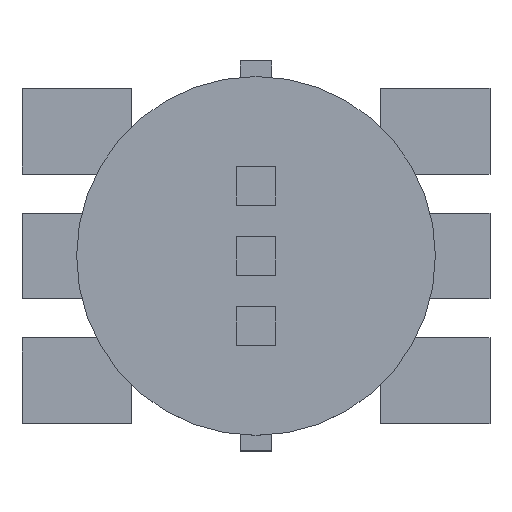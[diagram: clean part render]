
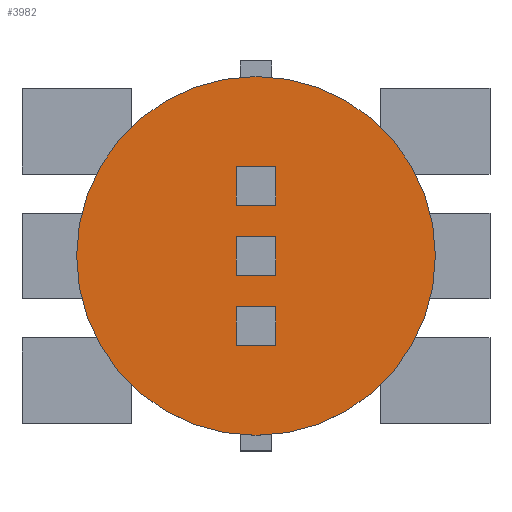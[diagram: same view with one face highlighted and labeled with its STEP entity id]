
A CAD part, top view. The second image highlights one B-rep face of the part: STEP entity #3982.
In plain terms, the highlighted planar face has unit normal (0, 0, 1).
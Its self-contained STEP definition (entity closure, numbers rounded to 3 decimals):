
#3655 = CYLINDRICAL_SURFACE('',#3656,2.3);
#3656 = AXIS2_PLACEMENT_3D('',#3657,#3658,#3659);
#3657 = CARTESIAN_POINT('',(0.,0.,0.61));
#3658 = DIRECTION('',(0.,0.,-1.));
#3659 = DIRECTION('',(0.,-1.,0.));
#3708 = CYLINDRICAL_SURFACE('',#3709,2.3);
#3709 = AXIS2_PLACEMENT_3D('',#3710,#3711,#3712);
#3710 = CARTESIAN_POINT('',(0.,0.,0.61));
#3711 = DIRECTION('',(0.,0.,-1.));
#3712 = DIRECTION('',(0.,-1.,0.));
#3745 = EDGE_CURVE('',#3746,#3748,#3750,.T.);
#3746 = VERTEX_POINT('',#3747);
#3747 = CARTESIAN_POINT('',(0.,2.3,0.6));
#3748 = VERTEX_POINT('',#3749);
#3749 = CARTESIAN_POINT('',(0.,-2.3,0.6));
#3750 = SURFACE_CURVE('',#3751,(#3756,#3785),.PCURVE_S1.);
#3751 = CIRCLE('',#3752,2.3);
#3752 = AXIS2_PLACEMENT_3D('',#3753,#3754,#3755);
#3753 = CARTESIAN_POINT('',(0.,0.,0.6));
#3754 = DIRECTION('',(0.,0.,-1.));
#3755 = DIRECTION('',(0.,1.,0.));
#3756 = PCURVE('',#3655,#3757);
#3757 = DEFINITIONAL_REPRESENTATION('',(#3758),#3784);
#3758 = B_SPLINE_CURVE_WITH_KNOTS('',3,(#3759,#3760,#3761,#3762,#3763,
    #3764,#3765,#3766,#3767,#3768,#3769,#3770,#3771,#3772,#3773,#3774,
    #3775,#3776,#3777,#3778,#3779,#3780,#3781,#3782,#3783),
  .UNSPECIFIED.,.F.,.F.,(4,1,1,1,1,1,1,1,1,1,1,1,1,1,1,1,1,1,1,1,1,1,4),
  (0.,0.143,0.286,0.428,0.571,
    0.714,0.857,1.,1.142,
    1.285,1.428,1.571,1.714,
    1.856,1.999,2.142,2.285,
    2.428,2.57,2.713,2.856,
    2.999,3.142),.QUASI_UNIFORM_KNOTS.);
#3759 = CARTESIAN_POINT('',(3.142,0.01));
#3760 = CARTESIAN_POINT('',(3.189,0.01));
#3761 = CARTESIAN_POINT('',(3.284,0.01));
#3762 = CARTESIAN_POINT('',(3.427,0.01));
#3763 = CARTESIAN_POINT('',(3.57,0.01));
#3764 = CARTESIAN_POINT('',(3.713,0.01));
#3765 = CARTESIAN_POINT('',(3.856,0.01));
#3766 = CARTESIAN_POINT('',(3.998,0.01));
#3767 = CARTESIAN_POINT('',(4.141,0.01));
#3768 = CARTESIAN_POINT('',(4.284,0.01));
#3769 = CARTESIAN_POINT('',(4.427,0.01));
#3770 = CARTESIAN_POINT('',(4.57,0.01));
#3771 = CARTESIAN_POINT('',(4.712,0.01));
#3772 = CARTESIAN_POINT('',(4.855,0.01));
#3773 = CARTESIAN_POINT('',(4.998,0.01));
#3774 = CARTESIAN_POINT('',(5.141,0.01));
#3775 = CARTESIAN_POINT('',(5.284,0.01));
#3776 = CARTESIAN_POINT('',(5.426,0.01));
#3777 = CARTESIAN_POINT('',(5.569,0.01));
#3778 = CARTESIAN_POINT('',(5.712,0.01));
#3779 = CARTESIAN_POINT('',(5.855,0.01));
#3780 = CARTESIAN_POINT('',(5.998,0.01));
#3781 = CARTESIAN_POINT('',(6.14,0.01));
#3782 = CARTESIAN_POINT('',(6.236,0.01));
#3783 = CARTESIAN_POINT('',(6.283,0.01));
#3784 = ( GEOMETRIC_REPRESENTATION_CONTEXT(2) 
PARAMETRIC_REPRESENTATION_CONTEXT() REPRESENTATION_CONTEXT('2D SPACE',''
  ) );
#3785 = PCURVE('',#3786,#3791);
#3786 = PLANE('',#3787);
#3787 = AXIS2_PLACEMENT_3D('',#3788,#3789,#3790);
#3788 = CARTESIAN_POINT('',(0.,0.,0.6));
#3789 = DIRECTION('',(0.,0.,-1.));
#3790 = DIRECTION('',(0.,-1.,0.));
#3791 = DEFINITIONAL_REPRESENTATION('',(#3792),#3796);
#3792 = CIRCLE('',#3793,2.3);
#3793 = AXIS2_PLACEMENT_2D('',#3794,#3795);
#3794 = CARTESIAN_POINT('',(0.,0.));
#3795 = DIRECTION('',(-1.,-0.));
#3796 = ( GEOMETRIC_REPRESENTATION_CONTEXT(2) 
PARAMETRIC_REPRESENTATION_CONTEXT() REPRESENTATION_CONTEXT('2D SPACE',''
  ) );
#3934 = EDGE_CURVE('',#3746,#3748,#3935,.T.);
#3935 = SURFACE_CURVE('',#3936,(#3941,#3970),.PCURVE_S1.);
#3936 = CIRCLE('',#3937,2.3);
#3937 = AXIS2_PLACEMENT_3D('',#3938,#3939,#3940);
#3938 = CARTESIAN_POINT('',(0.,0.,0.6));
#3939 = DIRECTION('',(0.,-0.,1.));
#3940 = DIRECTION('',(0.,1.,0.));
#3941 = PCURVE('',#3708,#3942);
#3942 = DEFINITIONAL_REPRESENTATION('',(#3943),#3969);
#3943 = B_SPLINE_CURVE_WITH_KNOTS('',3,(#3944,#3945,#3946,#3947,#3948,
    #3949,#3950,#3951,#3952,#3953,#3954,#3955,#3956,#3957,#3958,#3959,
    #3960,#3961,#3962,#3963,#3964,#3965,#3966,#3967,#3968),
  .UNSPECIFIED.,.F.,.F.,(4,1,1,1,1,1,1,1,1,1,1,1,1,1,1,1,1,1,1,1,1,1,4),
  (0.,0.143,0.286,0.428,0.571,
    0.714,0.857,1.,1.142,
    1.285,1.428,1.571,1.714,
    1.856,1.999,2.142,2.285,
    2.428,2.57,2.713,2.856,
    2.999,3.142),.QUASI_UNIFORM_KNOTS.);
#3944 = CARTESIAN_POINT('',(3.142,0.01));
#3945 = CARTESIAN_POINT('',(3.094,0.01));
#3946 = CARTESIAN_POINT('',(2.999,0.01));
#3947 = CARTESIAN_POINT('',(2.856,0.01));
#3948 = CARTESIAN_POINT('',(2.713,0.01));
#3949 = CARTESIAN_POINT('',(2.57,0.01));
#3950 = CARTESIAN_POINT('',(2.428,0.01));
#3951 = CARTESIAN_POINT('',(2.285,0.01));
#3952 = CARTESIAN_POINT('',(2.142,0.01));
#3953 = CARTESIAN_POINT('',(1.999,0.01));
#3954 = CARTESIAN_POINT('',(1.856,0.01));
#3955 = CARTESIAN_POINT('',(1.714,0.01));
#3956 = CARTESIAN_POINT('',(1.571,0.01));
#3957 = CARTESIAN_POINT('',(1.428,0.01));
#3958 = CARTESIAN_POINT('',(1.285,0.01));
#3959 = CARTESIAN_POINT('',(1.142,0.01));
#3960 = CARTESIAN_POINT('',(1.,0.01));
#3961 = CARTESIAN_POINT('',(0.857,0.01));
#3962 = CARTESIAN_POINT('',(0.714,0.01));
#3963 = CARTESIAN_POINT('',(0.571,0.01));
#3964 = CARTESIAN_POINT('',(0.428,0.01));
#3965 = CARTESIAN_POINT('',(0.286,0.01));
#3966 = CARTESIAN_POINT('',(0.143,0.01));
#3967 = CARTESIAN_POINT('',(0.048,0.01));
#3968 = CARTESIAN_POINT('',(0.,0.01));
#3969 = ( GEOMETRIC_REPRESENTATION_CONTEXT(2) 
PARAMETRIC_REPRESENTATION_CONTEXT() REPRESENTATION_CONTEXT('2D SPACE',''
  ) );
#3970 = PCURVE('',#3786,#3971);
#3971 = DEFINITIONAL_REPRESENTATION('',(#3972),#3980);
#3972 = ( BOUNDED_CURVE() B_SPLINE_CURVE(2,(#3973,#3974,#3975,#3976,
#3977,#3978,#3979),.UNSPECIFIED.,.F.,.F.) B_SPLINE_CURVE_WITH_KNOTS((1,2
    ,2,2,2,1),(-2.094,0.,2.094,4.189,
6.283,8.378),.UNSPECIFIED.) CURVE() 
GEOMETRIC_REPRESENTATION_ITEM() RATIONAL_B_SPLINE_CURVE((1.,0.5,1.,0.5,
1.,0.5,1.)) REPRESENTATION_ITEM('') );
#3973 = CARTESIAN_POINT('',(-2.3,0.));
#3974 = CARTESIAN_POINT('',(-2.3,3.984));
#3975 = CARTESIAN_POINT('',(1.15,1.992));
#3976 = CARTESIAN_POINT('',(4.6,0.));
#3977 = CARTESIAN_POINT('',(1.15,-1.992));
#3978 = CARTESIAN_POINT('',(-2.3,-3.984));
#3979 = CARTESIAN_POINT('',(-2.3,0.));
#3980 = ( GEOMETRIC_REPRESENTATION_CONTEXT(2) 
PARAMETRIC_REPRESENTATION_CONTEXT() REPRESENTATION_CONTEXT('2D SPACE',''
  ) );
#3982 = ADVANCED_FACE('',(#3983),#3786,.F.);
#3983 = FACE_BOUND('',#3984,.F.);
#3984 = EDGE_LOOP('',(#3985,#3986));
#3985 = ORIENTED_EDGE('',*,*,#3934,.F.);
#3986 = ORIENTED_EDGE('',*,*,#3745,.T.);
